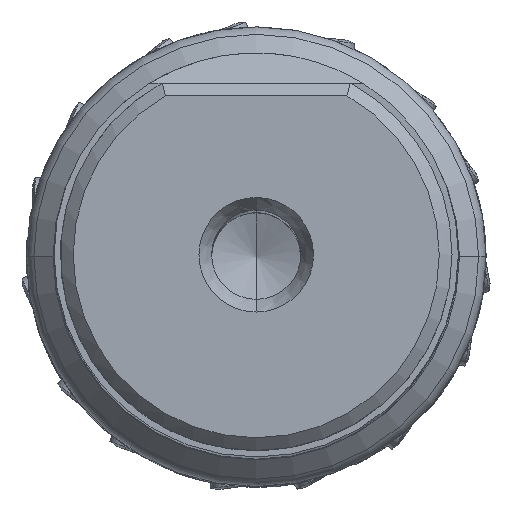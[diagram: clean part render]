
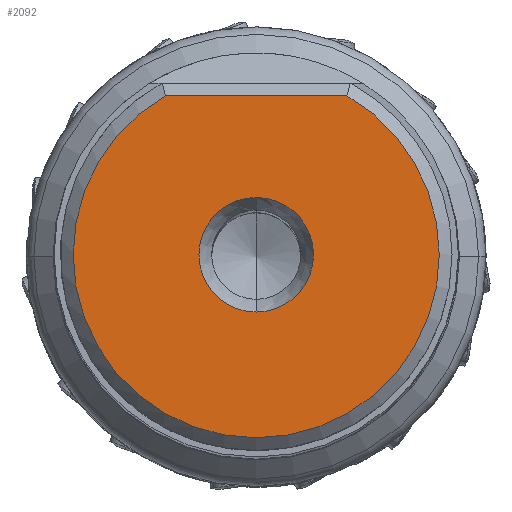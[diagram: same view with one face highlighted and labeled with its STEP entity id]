
A CAD part, top view. The second image highlights one B-rep face of the part: STEP entity #2092.
In plain terms, the highlighted planar face has unit normal (0, 0, 1).
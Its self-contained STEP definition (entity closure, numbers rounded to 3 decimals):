
#535=FACE_BOUND('',#6017,.T.);
#536=FACE_BOUND('',#6018,.T.);
#1354=PLANE('',#30034);
#2092=ADVANCED_FACE('',(#535,#536),#1354,.T.);
#6017=EDGE_LOOP('',(#13178,#13179,#13180));
#6018=EDGE_LOOP('',(#13181,#13182));
#8659=CIRCLE('',#30029,4.5);
#8660=CIRCLE('',#30031,14.375);
#8661=CIRCLE('',#30032,14.375);
#8662=CIRCLE('',#30033,4.5);
#13178=ORIENTED_EDGE('',*,*,#23164,.F.);
#13179=ORIENTED_EDGE('',*,*,#23165,.F.);
#13180=ORIENTED_EDGE('',*,*,#23166,.T.);
#13181=ORIENTED_EDGE('',*,*,#23163,.F.);
#13182=ORIENTED_EDGE('',*,*,#23167,.F.);
#19744=VERTEX_POINT('',#55832);
#19745=VERTEX_POINT('',#55834);
#19746=VERTEX_POINT('',#55838);
#19747=VERTEX_POINT('',#55839);
#19748=VERTEX_POINT('',#55841);
#23163=EDGE_CURVE('',#19745,#19744,#8659,.T.);
#23164=EDGE_CURVE('',#19746,#19747,#8660,.T.);
#23165=EDGE_CURVE('',#19748,#19746,#8661,.T.);
#23166=EDGE_CURVE('',#19748,#19747,#26175,.T.);
#23167=EDGE_CURVE('',#19744,#19745,#8662,.T.);
#26175=LINE('',#55842,#27639);
#27639=VECTOR('',#35163,1.);
#30029=AXIS2_PLACEMENT_3D('',#55835,#35155,#35156);
#30031=AXIS2_PLACEMENT_3D('',#55837,#35159,#35160);
#30032=AXIS2_PLACEMENT_3D('',#55840,#35161,#35162);
#30033=AXIS2_PLACEMENT_3D('',#55843,#35164,#35165);
#30034=AXIS2_PLACEMENT_3D('',#55844,#35166,#35167);
#35155=DIRECTION('',(0.,0.,1.));
#35156=DIRECTION('',(0.,1.,0.));
#35159=DIRECTION('',(0.,0.,-1.));
#35160=DIRECTION('',(0.,-1.,0.));
#35161=DIRECTION('',(0.,0.,-1.));
#35162=DIRECTION('',(0.496,0.869,0.));
#35163=DIRECTION('',(-1.,0.,0.));
#35164=DIRECTION('',(0.,0.,1.));
#35165=DIRECTION('',(0.,-1.,0.));
#35166=DIRECTION('',(0.,0.,1.));
#35167=DIRECTION('',(-1.,0.,0.));
#55832=CARTESIAN_POINT('',(0.,-4.5,0.));
#55834=CARTESIAN_POINT('',(0.,4.5,0.));
#55835=CARTESIAN_POINT('',(0.,0.,0.));
#55837=CARTESIAN_POINT('',(0.,0.,0.));
#55838=CARTESIAN_POINT('',(0.,-14.375,0.));
#55839=CARTESIAN_POINT('',(-7.125,12.485,0.));
#55840=CARTESIAN_POINT('',(0.,0.,0.));
#55841=CARTESIAN_POINT('',(7.125,12.485,0.));
#55842=CARTESIAN_POINT('',(7.125,12.485,0.));
#55843=CARTESIAN_POINT('',(0.,0.,0.));
#55844=CARTESIAN_POINT('',(0.,-0.945,0.));
